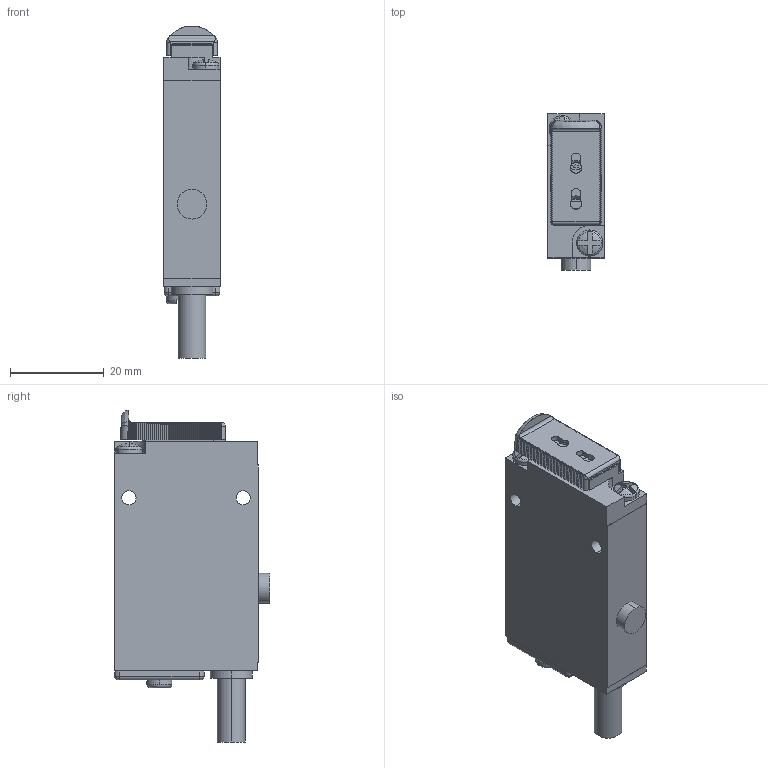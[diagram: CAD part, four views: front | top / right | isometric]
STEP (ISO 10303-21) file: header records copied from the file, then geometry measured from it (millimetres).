
FILE_DESCRIPTION((''),'2;1');
FILE_NAME('154479_SW','2011-01-10T',('banengservice'),('BANNER ENGINEERING'),'PRO/ENGINEER BY PARAMETRIC TECHNOLOGY CORPORATION, 2009141','PRO/ENGINEER BY PARAMETRIC TECHNOLOGY CORPORATION, 2009141','');
FILE_SCHEMA(('CONFIG_CONTROL_DESIGN'));
Length unit declared in the file: inch
Products named in the file (1): 154479_SW
Bounding box: 11.99 x 33.27 x 70.84 mm (x, y, z)
Volume: 8325.5 mm3; surface area: 12988.8 mm2
Topology: 1 solids, 4 shells, 747 faces, 2064 edges, 1340 vertices
Faces by surface type: plane 446, cylinder 240, torus 24, cone 18, bspline 11, sphere 8
Entity records: 24586 total; most frequent: CARTESIAN_POINT 5689, ORIENTED_EDGE 4126, DIRECTION 3674, EDGE_CURVE 2063, VECTOR 1398, LINE 1398, VERTEX_POINT 1340, AXIS2_PLACEMENT_3D 1138
